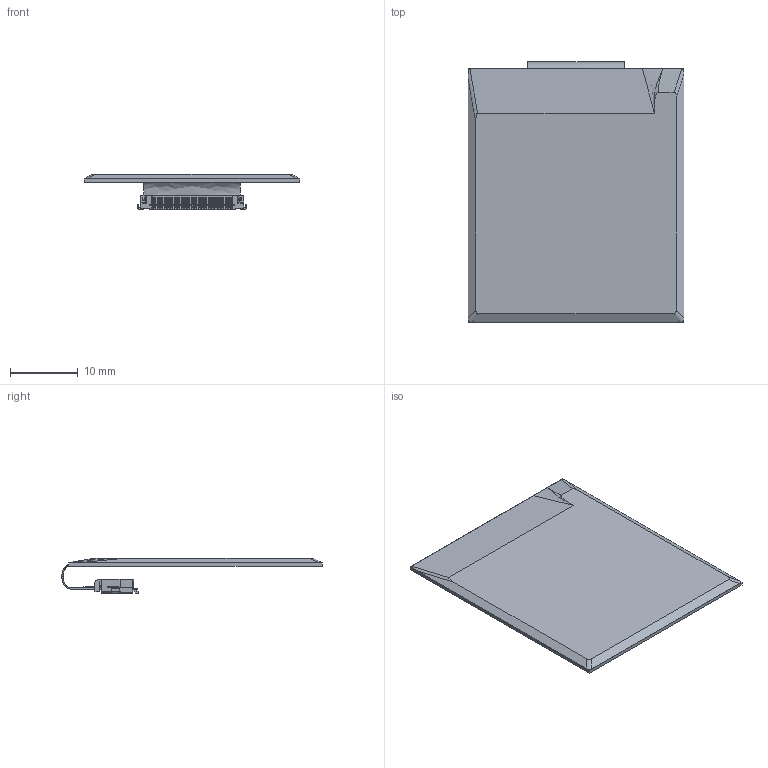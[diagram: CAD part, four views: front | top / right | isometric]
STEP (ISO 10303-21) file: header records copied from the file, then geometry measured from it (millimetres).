
FILE_DESCRIPTION(/* description */ (''),/* implementation_level */ '2;1');
FILE_NAME(/* name */ 'EPD v0.step',/* time_stamp */ '2021-11-11T16:54:56+08:00',/* author */ (''),/* organization */ (''),/* preprocessor_version */ 'ST-DEVELOPER v18.1',/* originating_system */ 'Autodesk Translation Framework v10.10.0.1391',/* authorisation */ '');
FILE_SCHEMA (('AUTOMOTIVE_DESIGN { 1 0 10303 214 3 1 1 }'));
Length unit declared in the file: millimetre
Products named in the file (3): EPD; FH12-24S-0.5SH_Èª; E-Ink 200x200 CFAP200200A0-0154 v1
Assembly tree (2 placements, depth 2):
  EPD
    FH12-24S-0.5SH_Èª
    E-Ink 200x200 CFAP200200A0-0154 v1
Bounding box: 31.8 x 38.34 x 5.16 mm (x, y, z)
Volume: 1452.2 mm3; surface area: 5872 mm2
Topology: 6 solids, 6 shells, 969 faces, 2779 edges, 1815 vertices
Faces by surface type: plane 789, cylinder 170, bspline 10
Entity records: 31442 total; most frequent: CARTESIAN_POINT 5723, ORIENTED_EDGE 5556, DIRECTION 5057, EDGE_CURVE 2778, LINE 2413, VECTOR 2413, VERTEX_POINT 1815, AXIS2_PLACEMENT_3D 1322
